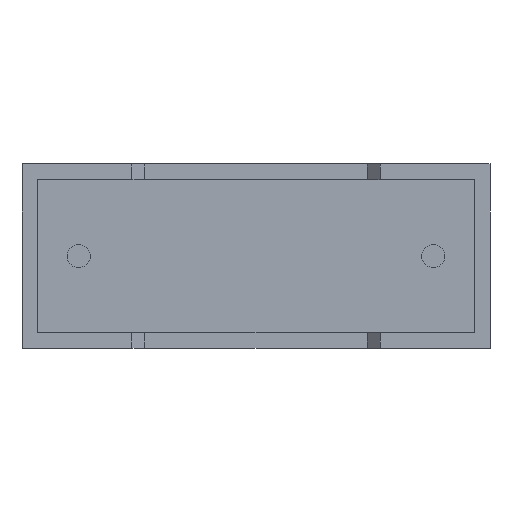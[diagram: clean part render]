
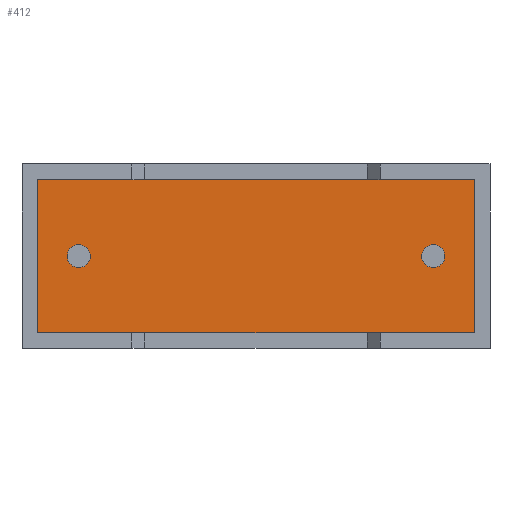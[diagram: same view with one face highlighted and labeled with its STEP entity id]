
A CAD part, front view. The second image highlights one B-rep face of the part: STEP entity #412.
In plain terms, the highlighted planar face has unit normal (0, -1, 0).
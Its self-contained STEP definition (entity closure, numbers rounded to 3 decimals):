
#4 = CARTESIAN_POINT ( 'NONE',  ( 0.44, 0.75, 0.44 ) ) ;
#101 = VERTEX_POINT ( 'NONE', #1982 ) ;
#205 = CARTESIAN_POINT ( 'NONE',  ( 11.6, 0.75, 2.6 ) ) ;
#228 = CARTESIAN_POINT ( 'NONE',  ( 12.76, 0.75, 4.76 ) ) ;
#278 = DIRECTION ( 'NONE',  ( 0., -1., 0. ) ) ;
#281 = ORIENTED_EDGE ( 'NONE', *, *, #1476, .T. ) ;
#320 = CARTESIAN_POINT ( 'NONE',  ( 1.6, 0.75, 2.6 ) ) ;
#326 = LINE ( 'NONE', #2391, #1832 ) ;
#369 = ORIENTED_EDGE ( 'NONE', *, *, #1174, .T. ) ;
#408 = CARTESIAN_POINT ( 'NONE',  ( 12.76, 0.75, 0.44 ) ) ;
#412 = ADVANCED_FACE ( 'NONE', ( #2591, #735, #2291 ), #2790, .T. ) ;
#416 = VECTOR ( 'NONE', #1473, 1000. ) ;
#457 = VERTEX_POINT ( 'NONE', #2918 ) ;
#639 = AXIS2_PLACEMENT_3D ( 'NONE', #2844, #278, #3005 ) ;
#693 = DIRECTION ( 'NONE',  ( 0., -1., 0. ) ) ;
#703 = ORIENTED_EDGE ( 'NONE', *, *, #2973, .T. ) ;
#706 = CARTESIAN_POINT ( 'NONE',  ( 11.6, 0.75, 2.6 ) ) ;
#735 = FACE_OUTER_BOUND ( 'NONE', #2500, .T. ) ;
#741 = VERTEX_POINT ( 'NONE', #1913 ) ;
#751 = DIRECTION ( 'NONE',  ( 0., 0., 1. ) ) ;
#783 = ORIENTED_EDGE ( 'NONE', *, *, #1680, .F. ) ;
#835 = ORIENTED_EDGE ( 'NONE', *, *, #2490, .T. ) ;
#882 = CARTESIAN_POINT ( 'NONE',  ( 0., 0.75, 0. ) ) ;
#956 = DIRECTION ( 'NONE',  ( 0., -1., 0. ) ) ;
#1004 = CARTESIAN_POINT ( 'NONE',  ( 0.44, 0.75, 4.76 ) ) ;
#1140 = AXIS2_PLACEMENT_3D ( 'NONE', #882, #2545, #1400 ) ;
#1174 = EDGE_CURVE ( 'NONE', #2375, #2166, #326, .T. ) ;
#1194 = CIRCLE ( 'NONE', #639, 0.325 ) ;
#1362 = EDGE_LOOP ( 'NONE', ( #1821, #783 ) ) ;
#1400 = DIRECTION ( 'NONE',  ( 0., 0., -1. ) ) ;
#1435 = DIRECTION ( 'NONE',  ( 1., 0., 0. ) ) ;
#1473 = DIRECTION ( 'NONE',  ( 0., 0., -1. ) ) ;
#1476 = EDGE_CURVE ( 'NONE', #101, #2608, #1536, .T. ) ;
#1507 = DIRECTION ( 'NONE',  ( -1., 0., 0. ) ) ;
#1536 = LINE ( 'NONE', #1004, #416 ) ;
#1571 = EDGE_LOOP ( 'NONE', ( #2142, #3001 ) ) ;
#1620 = EDGE_CURVE ( 'NONE', #457, #741, #1846, .T. ) ;
#1673 = AXIS2_PLACEMENT_3D ( 'NONE', #205, #956, #2578 ) ;
#1680 = EDGE_CURVE ( 'NONE', #741, #457, #1194, .T. ) ;
#1762 = AXIS2_PLACEMENT_3D ( 'NONE', #706, #693, #2594 ) ;
#1821 = ORIENTED_EDGE ( 'NONE', *, *, #1620, .F. ) ;
#1832 = VECTOR ( 'NONE', #751, 1000. ) ;
#1846 = CIRCLE ( 'NONE', #2592, 0.325 ) ;
#1913 = CARTESIAN_POINT ( 'NONE',  ( 1.6, 0.75, 2.275 ) ) ;
#1975 = DIRECTION ( 'NONE',  ( 0., -1., 0. ) ) ;
#1982 = CARTESIAN_POINT ( 'NONE',  ( 0.44, 0.75, 4.76 ) ) ;
#2111 = EDGE_CURVE ( 'NONE', #2386, #2191, #2882, .T. ) ;
#2142 = ORIENTED_EDGE ( 'NONE', *, *, #2111, .F. ) ;
#2166 = VERTEX_POINT ( 'NONE', #228 ) ;
#2191 = VERTEX_POINT ( 'NONE', #3052 ) ;
#2195 = EDGE_CURVE ( 'NONE', #2191, #2386, #2966, .T. ) ;
#2228 = DIRECTION ( 'NONE',  ( 0., 0., -1. ) ) ;
#2288 = CARTESIAN_POINT ( 'NONE',  ( 11.6, 0.75, 2.925 ) ) ;
#2291 = FACE_BOUND ( 'NONE', #1362, .T. ) ;
#2299 = VECTOR ( 'NONE', #1435, 1000. ) ;
#2375 = VERTEX_POINT ( 'NONE', #408 ) ;
#2386 = VERTEX_POINT ( 'NONE', #2288 ) ;
#2391 = CARTESIAN_POINT ( 'NONE',  ( 12.76, 0.75, 0.44 ) ) ;
#2453 = CARTESIAN_POINT ( 'NONE',  ( 12.76, 0.75, 4.76 ) ) ;
#2490 = EDGE_CURVE ( 'NONE', #2608, #2375, #2924, .T. ) ;
#2500 = EDGE_LOOP ( 'NONE', ( #281, #835, #369, #703 ) ) ;
#2531 = CARTESIAN_POINT ( 'NONE',  ( 0.44, 0.75, 0.44 ) ) ;
#2545 = DIRECTION ( 'NONE',  ( 0., -1., 0. ) ) ;
#2578 = DIRECTION ( 'NONE',  ( 0., 0., -1. ) ) ;
#2591 = FACE_BOUND ( 'NONE', #1571, .T. ) ;
#2592 = AXIS2_PLACEMENT_3D ( 'NONE', #320, #1975, #2228 ) ;
#2594 = DIRECTION ( 'NONE',  ( 0., 0., -1. ) ) ;
#2608 = VERTEX_POINT ( 'NONE', #2531 ) ;
#2725 = LINE ( 'NONE', #2453, #2826 ) ;
#2790 = PLANE ( 'NONE',  #1140 ) ;
#2826 = VECTOR ( 'NONE', #1507, 1000. ) ;
#2844 = CARTESIAN_POINT ( 'NONE',  ( 1.6, 0.75, 2.6 ) ) ;
#2882 = CIRCLE ( 'NONE', #1762, 0.325 ) ;
#2918 = CARTESIAN_POINT ( 'NONE',  ( 1.6, 0.75, 2.925 ) ) ;
#2924 = LINE ( 'NONE', #4, #2299 ) ;
#2966 = CIRCLE ( 'NONE', #1673, 0.325 ) ;
#2973 = EDGE_CURVE ( 'NONE', #2166, #101, #2725, .T. ) ;
#3001 = ORIENTED_EDGE ( 'NONE', *, *, #2195, .F. ) ;
#3005 = DIRECTION ( 'NONE',  ( 0., 0., -1. ) ) ;
#3052 = CARTESIAN_POINT ( 'NONE',  ( 11.6, 0.75, 2.275 ) ) ;
